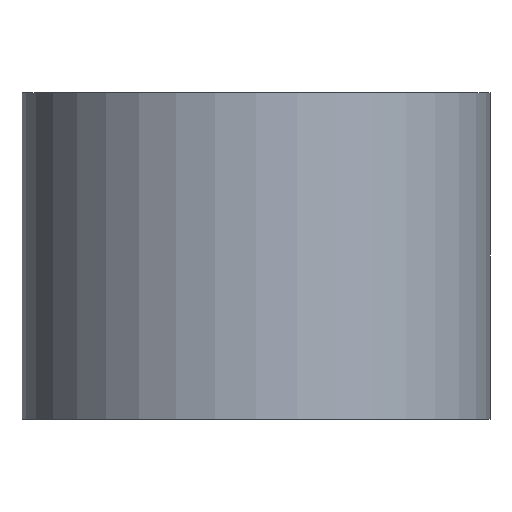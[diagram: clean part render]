
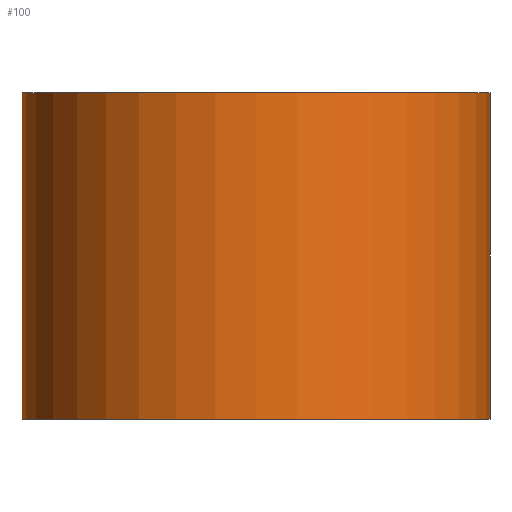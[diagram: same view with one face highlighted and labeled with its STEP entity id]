
A CAD part, front view. The second image highlights one B-rep face of the part: STEP entity #100.
In plain terms, the highlighted cylindrical face has radius 27.25 mm (diameter 54.5 mm), a partial arc.
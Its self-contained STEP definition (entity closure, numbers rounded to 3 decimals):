
#4 = CYLINDRICAL_SURFACE ( 'NONE', #9, 27.25 ) ;
#8 = CARTESIAN_POINT ( 'NONE',  ( 0., 0., 0. ) ) ;
#9 = AXIS2_PLACEMENT_3D ( 'NONE', #8, #11, #10 ) ;
#10 = DIRECTION ( 'NONE',  ( 1., 0., 0. ) ) ;
#11 = DIRECTION ( 'NONE',  ( 0., 0., 1. ) ) ;
#33 = VERTEX_POINT ( 'NONE', #205 ) ;
#34 = VERTEX_POINT ( 'NONE', #204 ) ;
#36 = EDGE_CURVE ( 'NONE', #34, #70, #189, .T. ) ;
#70 = VERTEX_POINT ( 'NONE', #235 ) ;
#71 = VERTEX_POINT ( 'NONE', #230 ) ;
#86 = ORIENTED_EDGE ( 'NONE', *, *, #87, .T. ) ;
#87 = EDGE_CURVE ( 'NONE', #34, #33, #297, .T. ) ;
#100 = ADVANCED_FACE ( 'NONE', ( #278 ), #4, .T. ) ;
#101 = EDGE_LOOP ( 'NONE', ( #102, #86, #120, #121 ) ) ;
#102 = ORIENTED_EDGE ( 'NONE', *, *, #36, .F. ) ;
#113 = EDGE_CURVE ( 'NONE', #33, #71, #385, .T. ) ;
#120 = ORIENTED_EDGE ( 'NONE', *, *, #113, .T. ) ;
#121 = ORIENTED_EDGE ( 'NONE', *, *, #122, .F. ) ;
#122 = EDGE_CURVE ( 'NONE', #70, #71, #396, .T. ) ;
#186 = DIRECTION ( 'NONE',  ( 0., 0., 1. ) ) ;
#187 = VECTOR ( 'NONE', #186, 1000. ) ;
#188 = CARTESIAN_POINT ( 'NONE',  ( -27.25, 0., 0. ) ) ;
#189 = LINE ( 'NONE', #188, #187 ) ;
#204 = CARTESIAN_POINT ( 'NONE',  ( -27.25, 0., -38. ) ) ;
#205 = CARTESIAN_POINT ( 'NONE',  ( 27.25, 0., -38. ) ) ;
#230 = CARTESIAN_POINT ( 'NONE',  ( 27.25, 0., 0. ) ) ;
#235 = CARTESIAN_POINT ( 'NONE',  ( -27.25, 0., 0. ) ) ;
#244 = DIRECTION ( 'NONE',  ( 1., 0., 0. ) ) ;
#252 = CARTESIAN_POINT ( 'NONE',  ( 0., 0., -38. ) ) ;
#278 = FACE_OUTER_BOUND ( 'NONE', #101, .T. ) ;
#295 = DIRECTION ( 'NONE',  ( 0., 0., 1. ) ) ;
#296 = AXIS2_PLACEMENT_3D ( 'NONE', #252, #295, #244 ) ;
#297 = CIRCLE ( 'NONE', #296, 27.25 ) ;
#382 = DIRECTION ( 'NONE',  ( 0., 0., 1. ) ) ;
#383 = VECTOR ( 'NONE', #382, 1000. ) ;
#384 = CARTESIAN_POINT ( 'NONE',  ( 27.25, 0., 0. ) ) ;
#385 = LINE ( 'NONE', #384, #383 ) ;
#387 = CARTESIAN_POINT ( 'NONE',  ( 0., 0., 0. ) ) ;
#393 = DIRECTION ( 'NONE',  ( 1., 0., 0. ) ) ;
#394 = DIRECTION ( 'NONE',  ( 0., 0., 1. ) ) ;
#395 = AXIS2_PLACEMENT_3D ( 'NONE', #387, #394, #393 ) ;
#396 = CIRCLE ( 'NONE', #395, 27.25 ) ;
